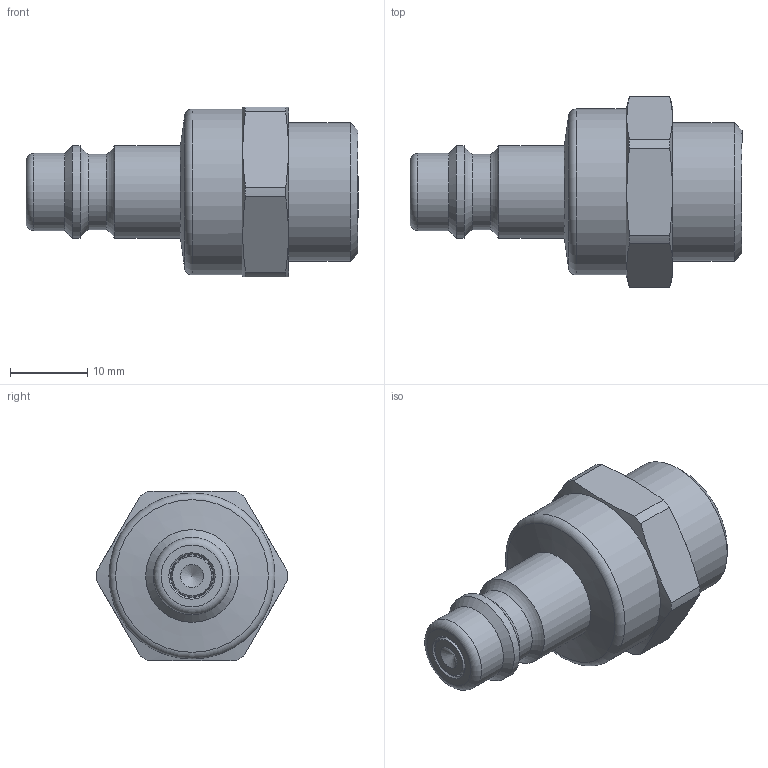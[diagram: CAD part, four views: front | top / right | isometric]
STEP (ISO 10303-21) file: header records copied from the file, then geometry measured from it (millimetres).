
FILE_DESCRIPTION(/* description */ (''),/* implementation_level */ '2;1');
FILE_NAME(/* name */ 'ESN 1815 NAAB.stp',/* time_stamp */ '2023-01-16T07:30:13+01:00',/* author */ ('stefan.foerster'),/* organization */ (''),/* preprocessor_version */ 'ST-DEVELOPER v18.1',/* originating_system */ 'Autodesk Inventor 2022',/* authorisation */ '0 mm^3');
FILE_SCHEMA (('AUTOMOTIVE_DESIGN { 1 0 10303 214 3 1 1 }'));
Length unit declared in the file: millimetre
Products named in the file (1): LUE_00040782_Vereinfachen_1
Bounding box: 43 x 24.7 x 22 mm (x, y, z)
Volume: 8608.3 mm3; surface area: 3292 mm2
Topology: 1 solids, 1 shells, 48 faces, 109 edges, 68 vertices
Faces by surface type: cylinder 17, cone 14, plane 13, torus 4
Full cylindrical faces by diameter (mm): 3 x1, 3.3 x1, 5.45 x1, 5.6 x1, 9 x1, 9.75 x1, 10 x1, 12 x2, 18 x1, 21.5 x1
Entity records: 1435 total; most frequent: CARTESIAN_POINT 261, DIRECTION 247, ORIENTED_EDGE 216, EDGE_CURVE 108, AXIS2_PLACEMENT_3D 108, VERTEX_POINT 68, CIRCLE 59, EDGE_LOOP 54
